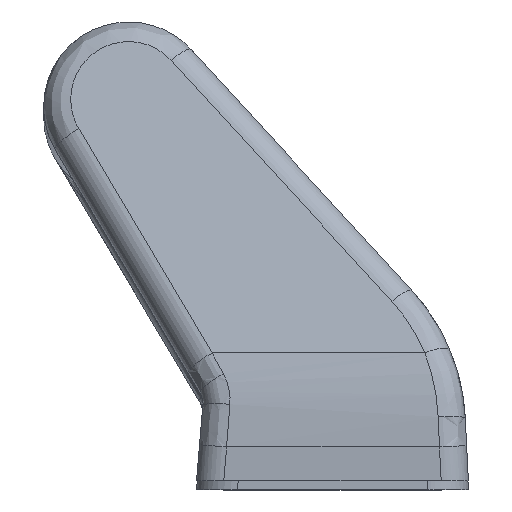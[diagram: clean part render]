
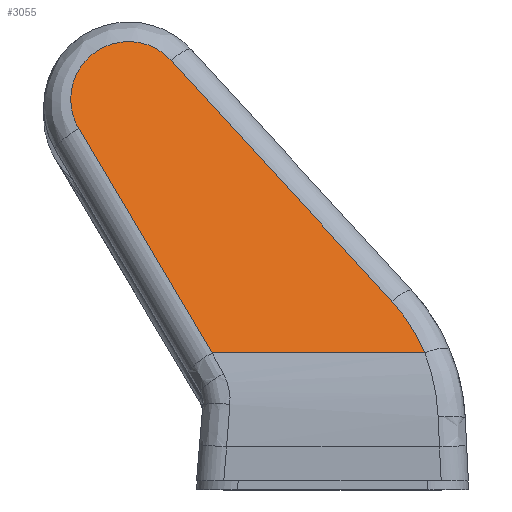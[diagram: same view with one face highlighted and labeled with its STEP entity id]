
A CAD part, top view. The second image highlights one B-rep face of the part: STEP entity #3055.
In plain terms, the highlighted face is planar.
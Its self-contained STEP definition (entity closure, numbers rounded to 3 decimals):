
#3055 = ADVANCED_FACE ( 'NONE', ( #4609 ), #4464, .F. ) ;
#3056 = EDGE_LOOP ( 'NONE', ( #3057, #3089, #3092, #3095, #3098 ) ) ;
#3057 = ORIENTED_EDGE ( 'NONE', *, *, #3058, .T. ) ;
#3058 = EDGE_CURVE ( 'NONE', #3059, #3088, #4849, .T. ) ;
#3059 = VERTEX_POINT ( 'NONE', #4851 ) ;
#3088 = VERTEX_POINT ( 'NONE', #4813 ) ;
#3089 = ORIENTED_EDGE ( 'NONE', *, *, #3090, .T. ) ;
#3090 = EDGE_CURVE ( 'NONE', #3088, #3091, #4815, .T. ) ;
#3091 = VERTEX_POINT ( 'NONE', #4801 ) ;
#3092 = ORIENTED_EDGE ( 'NONE', *, *, #3093, .T. ) ;
#3093 = EDGE_CURVE ( 'NONE', #3091, #3094, #4879, .T. ) ;
#3094 = VERTEX_POINT ( 'NONE', #4875 ) ;
#3095 = ORIENTED_EDGE ( 'NONE', *, *, #3096, .T. ) ;
#3096 = EDGE_CURVE ( 'NONE', #3094, #3097, #4872, .T. ) ;
#3097 = VERTEX_POINT ( 'NONE', #4874 ) ;
#3098 = ORIENTED_EDGE ( 'NONE', *, *, #3099, .T. ) ;
#3099 = EDGE_CURVE ( 'NONE', #3097, #3059, #4873, .T. ) ;
#4463 = AXIS2_PLACEMENT_3D ( 'NONE', #4614, #4853, #4852 ) ;
#4464 = PLANE ( 'NONE',  #4463 ) ;
#4609 = FACE_OUTER_BOUND ( 'NONE', #3056, .T. ) ;
#4614 = CARTESIAN_POINT ( 'NONE',  ( -16., 67.5, -45. ) ) ;
#4801 = CARTESIAN_POINT ( 'NONE',  ( -1.957, 18.787, 17.721 ) ) ;
#4802 = DIRECTION ( 'NONE',  ( 0.241, -0.835, -0.496 ) ) ;
#4803 = VECTOR ( 'NONE', #4802, 1000. ) ;
#4804 = CARTESIAN_POINT ( 'NONE',  ( -2.59, 20.984, 19.025 ) ) ;
#4813 = CARTESIAN_POINT ( 'NONE',  ( -11.465, 51.768, 37.308 ) ) ;
#4815 = LINE ( 'NONE', #4804, #4803 ) ;
#4845 = CARTESIAN_POINT ( 'NONE',  ( -11.465, 51.768, 37.308 ) ) ;
#4846 = CARTESIAN_POINT ( 'NONE',  ( -14.943, 63.832, 44.473 ) ) ;
#4847 = CARTESIAN_POINT ( 'NONE',  ( -17.354, 72.197, 33.208 ) ) ;
#4848 = CARTESIAN_POINT ( 'NONE',  ( -14.371, 61.849, 23.731 ) ) ;
#4849 =( BOUNDED_CURVE ( )  B_SPLINE_CURVE ( 3, ( #4848, #4847, #4846, #4845 ),
 .UNSPECIFIED., .F., .T. ) 
 B_SPLINE_CURVE_WITH_KNOTS ( ( 4, 4 ),
 ( 2.312, 5.248 ),
 .UNSPECIFIED. ) 
 CURVE ( )  GEOMETRIC_REPRESENTATION_ITEM ( )  RATIONAL_B_SPLINE_CURVE ( ( 1., 0.402, 0.402, 1. ) ) 
 REPRESENTATION_ITEM ( '' )  );
#4851 = CARTESIAN_POINT ( 'NONE',  ( -14.371, 61.849, 23.731 ) ) ;
#4852 = DIRECTION ( 'NONE',  ( 0.277, -0.961, 0. ) ) ;
#4853 = DIRECTION ( 'NONE',  ( -0.961, -0.277, 0. ) ) ;
#4865 = DIRECTION ( 'NONE',  ( -0.208, 0.721, 0.661 ) ) ;
#4866 = VECTOR ( 'NONE', #4865, 1000. ) ;
#4867 = CARTESIAN_POINT ( 'NONE',  ( -14.224, 61.341, 23.266 ) ) ;
#4868 = CARTESIAN_POINT ( 'NONE',  ( -4.144, 26.376, -8.752 ) ) ;
#4869 = CARTESIAN_POINT ( 'NONE',  ( -3.5, 24.141, -10.799 ) ) ;
#4870 = CARTESIAN_POINT ( 'NONE',  ( -2.763, 21.586, -12.428 ) ) ;
#4871 = CARTESIAN_POINT ( 'NONE',  ( -1.957, 18.787, -13.59 ) ) ;
#4872 =( BOUNDED_CURVE ( )  B_SPLINE_CURVE ( 3, ( #4871, #4870, #4869, #4868 ),
 .UNSPECIFIED., .F., .T. ) 
 B_SPLINE_CURVE_WITH_KNOTS ( ( 4, 4 ),
 ( 1.964, 2.312 ),
 .UNSPECIFIED. ) 
 CURVE ( )  GEOMETRIC_REPRESENTATION_ITEM ( )  RATIONAL_B_SPLINE_CURVE ( ( 1., 0.99, 0.99, 1. ) ) 
 REPRESENTATION_ITEM ( '' )  );
#4873 = LINE ( 'NONE', #4867, #4866 ) ;
#4874 = CARTESIAN_POINT ( 'NONE',  ( -4.144, 26.376, -8.752 ) ) ;
#4875 = CARTESIAN_POINT ( 'NONE',  ( -1.957, 18.787, -13.59 ) ) ;
#4876 = DIRECTION ( 'NONE',  ( 0., 0., -1. ) ) ;
#4877 = VECTOR ( 'NONE', #4876, 1000. ) ;
#4878 = CARTESIAN_POINT ( 'NONE',  ( -1.957, 18.787, -19.269 ) ) ;
#4879 = LINE ( 'NONE', #4878, #4877 ) ;
